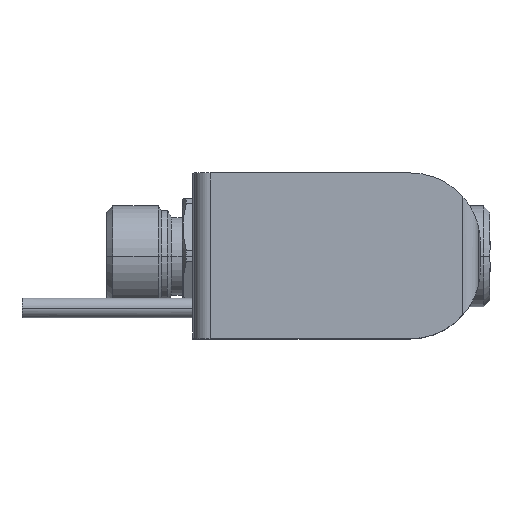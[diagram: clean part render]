
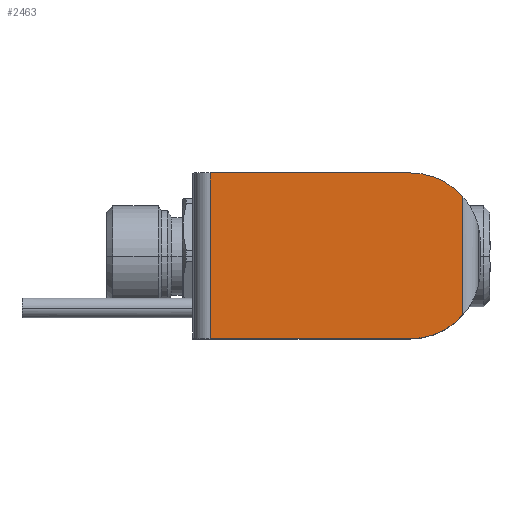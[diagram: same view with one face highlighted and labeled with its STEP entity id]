
A CAD part, top view. The second image highlights one B-rep face of the part: STEP entity #2463.
In plain terms, the highlighted planar face has unit normal (0, 0, 1).
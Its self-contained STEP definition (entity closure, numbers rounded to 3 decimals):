
#210=CIRCLE('',#2681,23.);
#213=CIRCLE('',#2687,23.);
#375=FACE_OUTER_BOUND('',#540,.T.);
#540=EDGE_LOOP('',(#1798,#1799,#1800,#1801,#1802,#1803));
#688=LINE('',#3971,#824);
#697=LINE('',#3991,#833);
#698=LINE('',#3994,#834);
#699=LINE('',#3995,#835);
#824=VECTOR('',#3127,304.8);
#833=VECTOR('',#3146,304.8);
#834=VECTOR('',#3151,304.8);
#835=VECTOR('',#3152,304.8);
#1049=VERTEX_POINT('',#3907);
#1051=VERTEX_POINT('',#3910);
#1055=VERTEX_POINT('',#3940);
#1058=VERTEX_POINT('',#3946);
#1063=VERTEX_POINT('',#3988);
#1064=VERTEX_POINT('',#3990);
#1312=EDGE_CURVE('',#1051,#1049,#210,.T.);
#1320=EDGE_CURVE('',#1055,#1058,#213,.T.);
#1321=EDGE_CURVE('',#1058,#1051,#688,.T.);
#1331=EDGE_CURVE('',#1064,#1063,#697,.T.);
#1333=EDGE_CURVE('',#1055,#1063,#698,.T.);
#1334=EDGE_CURVE('',#1064,#1049,#699,.T.);
#1798=ORIENTED_EDGE('',*,*,#1331,.T.);
#1799=ORIENTED_EDGE('',*,*,#1333,.F.);
#1800=ORIENTED_EDGE('',*,*,#1320,.T.);
#1801=ORIENTED_EDGE('',*,*,#1321,.T.);
#1802=ORIENTED_EDGE('',*,*,#1312,.T.);
#1803=ORIENTED_EDGE('',*,*,#1334,.F.);
#2381=PLANE('',#2695);
#2463=ADVANCED_FACE('',(#375),#2381,.T.);
#2681=AXIS2_PLACEMENT_3D('',#3911,#3110,#3111);
#2687=AXIS2_PLACEMENT_3D('',#3969,#3123,#3124);
#2695=AXIS2_PLACEMENT_3D('',#3993,#3149,#3150);
#3110=DIRECTION('center_axis',(0.,0.,1.));
#3111=DIRECTION('ref_axis',(1.,0.,0.));
#3123=DIRECTION('center_axis',(0.,0.,1.));
#3124=DIRECTION('ref_axis',(1.,0.,0.));
#3127=DIRECTION('',(0.,1.,0.));
#3146=DIRECTION('',(0.,-1.,0.));
#3149=DIRECTION('center_axis',(0.,0.,1.));
#3150=DIRECTION('ref_axis',(0.,1.,0.));
#3151=DIRECTION('',(-1.,0.,0.));
#3152=DIRECTION('',(1.,0.,0.));
#3907=CARTESIAN_POINT('',(36.8,27.25,87.5));
#3910=CARTESIAN_POINT('',(54.11,19.395,87.5));
#3911=CARTESIAN_POINT('Origin',(36.8,4.25,87.5));
#3940=CARTESIAN_POINT('',(36.8,-27.25,87.5));
#3946=CARTESIAN_POINT('',(54.11,-19.395,87.5));
#3969=CARTESIAN_POINT('Origin',(36.8,-4.25,87.5));
#3971=CARTESIAN_POINT('',(54.11,-19.395,87.5));
#3988=CARTESIAN_POINT('',(-29.01,-27.25,87.5));
#3990=CARTESIAN_POINT('',(-29.01,27.25,87.5));
#3991=CARTESIAN_POINT('',(-29.01,27.25,87.5));
#3993=CARTESIAN_POINT('Origin',(54.11,-27.25,87.5));
#3994=CARTESIAN_POINT('',(32.55,-27.25,87.5));
#3995=CARTESIAN_POINT('',(32.55,27.25,87.5));
